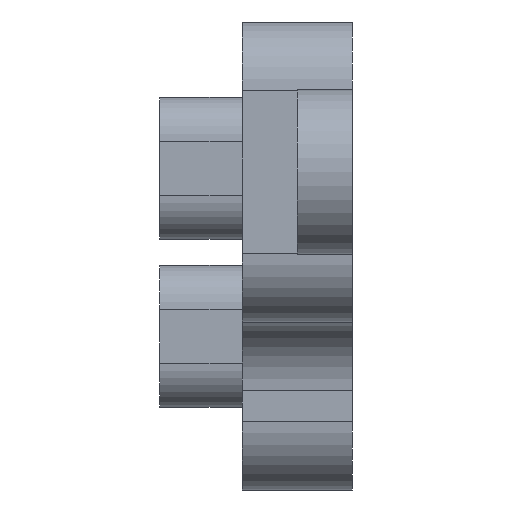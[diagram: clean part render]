
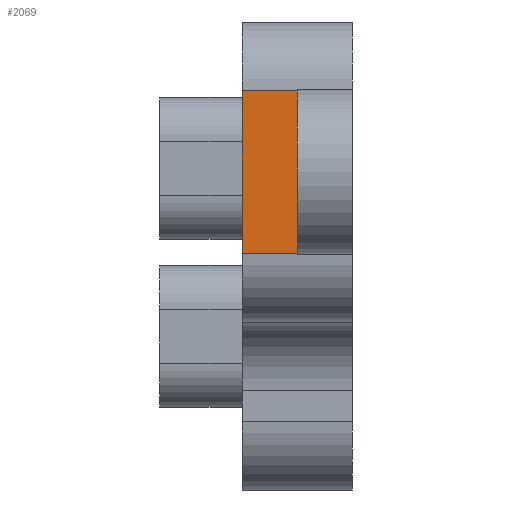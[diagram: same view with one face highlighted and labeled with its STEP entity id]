
A CAD part, front view. The second image highlights one B-rep face of the part: STEP entity #2069.
In plain terms, the highlighted planar face has unit normal (0, -1, 0).
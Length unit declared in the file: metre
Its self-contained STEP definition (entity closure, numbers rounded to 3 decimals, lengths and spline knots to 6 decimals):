
#150=ORIENTED_EDGE('',*,*,#778,.F.);
#151=ORIENTED_EDGE('',*,*,#779,.F.);
#152=ORIENTED_EDGE('',*,*,#780,.T.);
#153=ORIENTED_EDGE('',*,*,#781,.T.);
#154=ORIENTED_EDGE('',*,*,#782,.F.);
#155=ORIENTED_EDGE('',*,*,#783,.F.);
#156=ORIENTED_EDGE('',*,*,#784,.T.);
#157=ORIENTED_EDGE('',*,*,#785,.F.);
#778=EDGE_CURVE('',#1092,#1093,#1302,.T.);
#779=EDGE_CURVE('',#1094,#1092,#1303,.T.);
#780=EDGE_CURVE('',#1094,#1095,#1304,.T.);
#781=EDGE_CURVE('',#1095,#1096,#1305,.T.);
#782=EDGE_CURVE('',#1097,#1096,#1306,.T.);
#783=EDGE_CURVE('',#1098,#1097,#1307,.T.);
#784=EDGE_CURVE('',#1098,#1099,#1308,.T.);
#785=EDGE_CURVE('',#1093,#1099,#1309,.T.);
#1092=VERTEX_POINT('',#3037);
#1093=VERTEX_POINT('',#3038);
#1094=VERTEX_POINT('',#3040);
#1095=VERTEX_POINT('',#3042);
#1096=VERTEX_POINT('',#3044);
#1097=VERTEX_POINT('',#3046);
#1098=VERTEX_POINT('',#3048);
#1099=VERTEX_POINT('',#3050);
#1302=LINE('',#3036,#1524);
#1303=LINE('',#3039,#1525);
#1304=LINE('',#3041,#1526);
#1305=LINE('',#3043,#1527);
#1306=LINE('',#3045,#1528);
#1307=LINE('',#3047,#1529);
#1308=LINE('',#3049,#1530);
#1309=LINE('',#3051,#1531);
#1524=VECTOR('',#2404,1.);
#1525=VECTOR('',#2405,1.);
#1526=VECTOR('',#2406,1.);
#1527=VECTOR('',#2407,1.);
#1528=VECTOR('',#2408,1.);
#1529=VECTOR('',#2409,1.);
#1530=VECTOR('',#2410,1.);
#1531=VECTOR('',#2411,1.);
#1746=EDGE_LOOP('',(#150,#151,#152,#153,#154,#155,#156,#157));
#1874=FACE_BOUND('',#1746,.T.);
#2002=PLANE('',#2195);
#2069=ADVANCED_FACE('',(#1874),#2002,.F.);
#2195=AXIS2_PLACEMENT_3D('',#3035,#2402,#2403);
#2402=DIRECTION('',(0.,1.,0.));
#2403=DIRECTION('',(0.,0.,1.));
#2404=DIRECTION('',(-1.,0.,0.));
#2405=DIRECTION('',(0.,0.,-1.));
#2406=DIRECTION('',(-1.,0.,0.));
#2407=DIRECTION('',(0.,0.,-1.));
#2408=DIRECTION('',(-1.,0.,0.));
#2409=DIRECTION('',(0.,0.,-1.));
#2410=DIRECTION('',(-1.,0.,0.));
#2411=DIRECTION('',(0.,0.,-1.));
#3035=CARTESIAN_POINT('',(0.037,-0.04077,0.01715));
#3036=CARTESIAN_POINT('',(0.037,-0.04077,0.01915));
#3037=CARTESIAN_POINT('',(0.037,-0.04077,0.01915));
#3038=CARTESIAN_POINT('',(0.035,-0.04077,0.01915));
#3039=CARTESIAN_POINT('',(0.037,-0.04077,0.01715));
#3040=CARTESIAN_POINT('',(0.037,-0.04077,0.0201));
#3041=CARTESIAN_POINT('',(0.037,-0.04077,0.0201));
#3042=CARTESIAN_POINT('',(0.033,-0.04077,0.0201));
#3043=CARTESIAN_POINT('',(0.033,-0.04077,0.01715));
#3044=CARTESIAN_POINT('',(0.033,-0.04077,0.0142));
#3045=CARTESIAN_POINT('',(0.037,-0.04077,0.0142));
#3046=CARTESIAN_POINT('',(0.037,-0.04077,0.0142));
#3047=CARTESIAN_POINT('',(0.037,-0.04077,0.01715));
#3048=CARTESIAN_POINT('',(0.037,-0.04077,0.01515));
#3049=CARTESIAN_POINT('',(0.037,-0.04077,0.01515));
#3050=CARTESIAN_POINT('',(0.035,-0.04077,0.01515));
#3051=CARTESIAN_POINT('',(0.035,-0.04077,0.01715));
